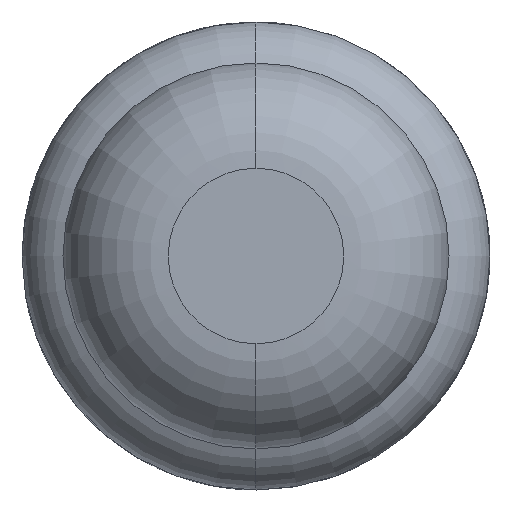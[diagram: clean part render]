
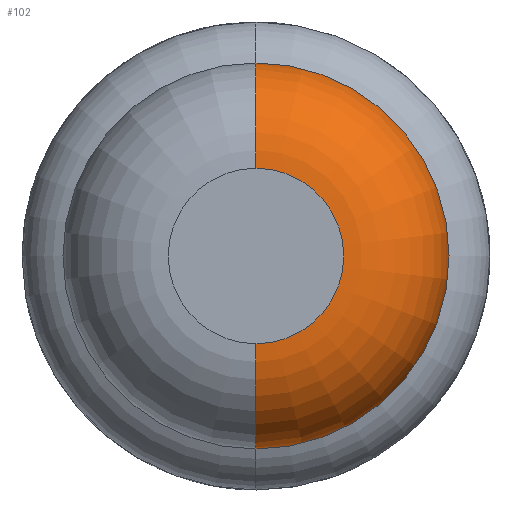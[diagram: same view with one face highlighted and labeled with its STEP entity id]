
A CAD part, front view. The second image highlights one B-rep face of the part: STEP entity #102.
In plain terms, the highlighted toroidal (fillet/blend) face has major radius 0.375 mm and minor radius 0.45 mm.
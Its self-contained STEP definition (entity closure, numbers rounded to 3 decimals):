
#28 = DIRECTION ( 'NONE',  ( 0., 1., 0. ) ) ;
#102 = ADVANCED_FACE ( 'Defeature ausgef�hrt1_2', ( #2748 ), #4337, .T. ) ;
#373 = DIRECTION ( 'NONE',  ( 0., 0., -1. ) ) ;
#396 = CARTESIAN_POINT ( 'NONE',  ( 0., -23.55, -0.375 ) ) ;
#567 = CIRCLE ( 'NONE', #2932, 0.45 ) ;
#749 = DIRECTION ( 'NONE',  ( 0., 1., 0. ) ) ;
#809 = CARTESIAN_POINT ( 'NONE',  ( 0., -23.55, 0.375 ) ) ;
#835 = DIRECTION ( 'NONE',  ( -1., 0., 0. ) ) ;
#881 = DIRECTION ( 'NONE',  ( 0., 1., 0. ) ) ;
#1190 = ORIENTED_EDGE ( 'NONE', *, *, #3201, .T. ) ;
#1359 = CIRCLE ( 'NONE', #3660, 0.375 ) ;
#1370 = VERTEX_POINT ( 'NONE', #2474 ) ;
#1631 = VERTEX_POINT ( 'NONE', #3696 ) ;
#1633 = VERTEX_POINT ( 'NONE', #1710 ) ;
#1692 = CARTESIAN_POINT ( 'NONE',  ( 0., -23.55, 0. ) ) ;
#1710 = CARTESIAN_POINT ( 'NONE',  ( 0., -24., 0.375 ) ) ;
#1720 = ORIENTED_EDGE ( 'NONE', *, *, #3678, .F. ) ;
#1835 = ORIENTED_EDGE ( 'NONE', *, *, #1876, .F. ) ;
#1876 = EDGE_CURVE ( 'NONE', #1633, #1631, #3264, .T. ) ;
#1905 = DIRECTION ( 'NONE',  ( 0., 0., 1. ) ) ;
#1951 = AXIS2_PLACEMENT_3D ( 'NONE', #2689, #749, #3048 ) ;
#2085 = VERTEX_POINT ( 'NONE', #3295 ) ;
#2474 = CARTESIAN_POINT ( 'NONE',  ( 0., -23.55, -0.825 ) ) ;
#2478 = AXIS2_PLACEMENT_3D ( 'NONE', #1692, #28, #4057 ) ;
#2558 = CARTESIAN_POINT ( 'NONE',  ( 0., -24., 0. ) ) ;
#2689 = CARTESIAN_POINT ( 'NONE',  ( 0., -23.55, 0. ) ) ;
#2722 = DIRECTION ( 'NONE',  ( 1., 0., 0. ) ) ;
#2748 = FACE_OUTER_BOUND ( 'NONE', #3330, .T. ) ;
#2932 = AXIS2_PLACEMENT_3D ( 'NONE', #396, #2722, #373 ) ;
#3048 = DIRECTION ( 'NONE',  ( 0., 0., 1. ) ) ;
#3130 = DIRECTION ( 'NONE',  ( 0., 0., 1. ) ) ;
#3201 = EDGE_CURVE ( 'NONE', #2085, #1370, #567, .T. ) ;
#3264 = CIRCLE ( 'NONE', #4313, 0.45 ) ;
#3295 = CARTESIAN_POINT ( 'NONE',  ( 0., -24., -0.375 ) ) ;
#3330 = EDGE_LOOP ( 'NONE', ( #4200, #1190, #1720, #1835 ) ) ;
#3637 = CIRCLE ( 'NONE', #2478, 0.825 ) ;
#3660 = AXIS2_PLACEMENT_3D ( 'NONE', #2558, #881, #1905 ) ;
#3678 = EDGE_CURVE ( 'Defeature ausgef�hrt1_3+Defeature ausgef�hrt1_2+Defeature ausgef�hrt1_2+Defeature ausgef�hrt1_2', #1631, #1370, #3637, .T. ) ;
#3696 = CARTESIAN_POINT ( 'NONE',  ( 0., -23.55, 0.825 ) ) ;
#4057 = DIRECTION ( 'NONE',  ( 0., 0., 1. ) ) ;
#4200 = ORIENTED_EDGE ( 'NONE', *, *, #4333, .T. ) ;
#4313 = AXIS2_PLACEMENT_3D ( 'NONE', #809, #835, #3130 ) ;
#4333 = EDGE_CURVE ( 'Defeature ausgef�hrt1_2+Defeature ausgef�hrt1_1+Defeature ausgef�hrt1_1+Defeature ausgef�hrt1_1', #1633, #2085, #1359, .T. ) ;
#4337 = TOROIDAL_SURFACE ( 'NONE', #1951, 0.375, 0.45 ) ;
